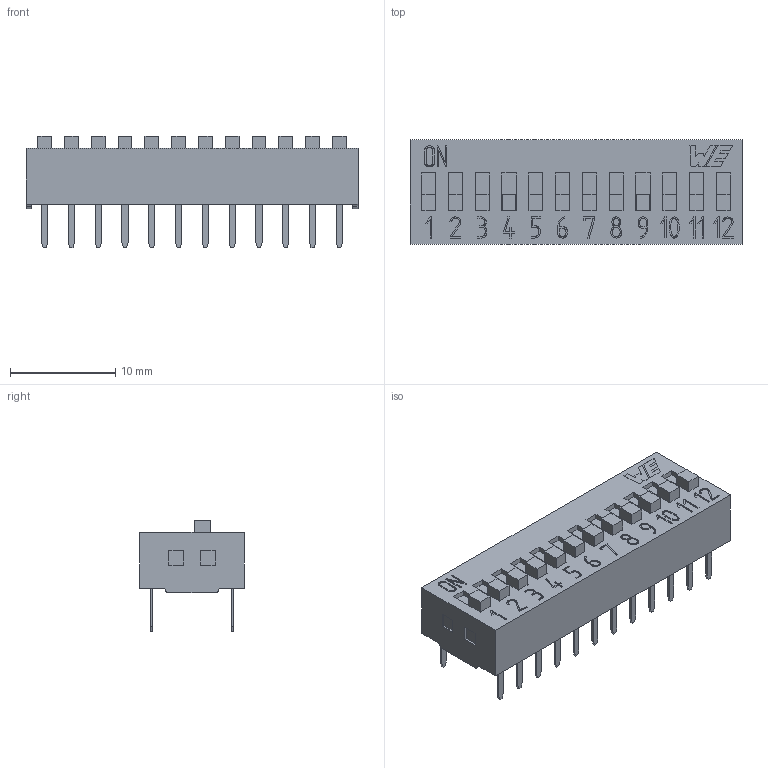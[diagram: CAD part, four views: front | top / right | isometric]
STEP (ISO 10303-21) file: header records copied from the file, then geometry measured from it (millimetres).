
FILE_DESCRIPTION(/* description */ ('Unknown'),/* implementation_level */ '2;1');
FILE_NAME(/* name */ '418117270912',/* time_stamp */ '2018-08-10T13:58:19+02:00',/* author */ ('Unknown'),/* organization */ ('Unknown'),/* preprocessor_version */ 'ST-DEVELOPER v16.7',/* originating_system */ 'DEX',/* authorisation */ $);
FILE_SCHEMA (('AUTOMOTIVE_DESIGN {1 0 10303 214 3 1 1}'));
Length unit declared in the file: millimetre
Products named in the file (4): 418117270912; Base_switch; clip; base
Assembly tree (14 placements, depth 2):
  418117270912
    Base_switch
    clip  x12
    base
Bounding box: 31.48 x 9.9 x 10.55 mm (x, y, z)
Volume: 1114.3 mm3; surface area: 3356.9 mm2
Topology: 14 solids, 14 shells, 645 faces, 1656 edges, 1104 vertices
Faces by surface type: plane 592, bspline 33, cylinder 20
Entity records: 18233 total; most frequent: CARTESIAN_POINT 4242, ORIENTED_EDGE 2376, DIRECTION 1840, EDGE_CURVE 1188, LINE 924, VECTOR 924, VERTEX_POINT 796, EDGE_LOOP 542
